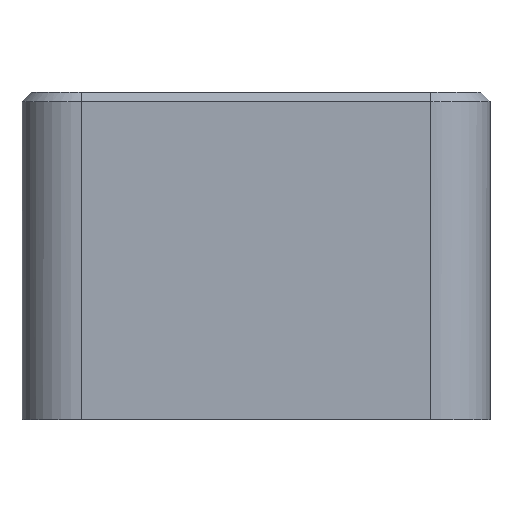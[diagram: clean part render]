
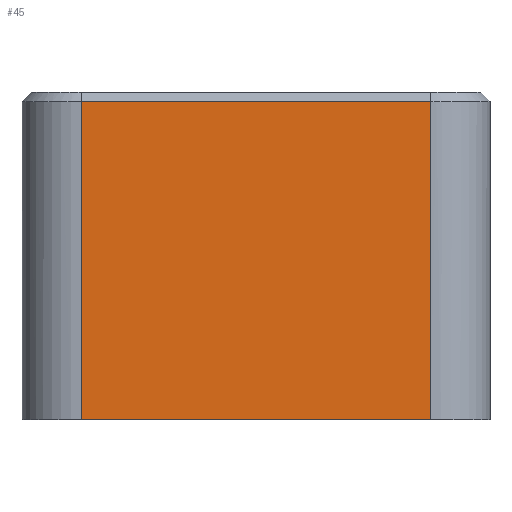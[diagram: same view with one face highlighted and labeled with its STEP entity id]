
A CAD part, left-side view. The second image highlights one B-rep face of the part: STEP entity #45.
In plain terms, the highlighted planar face has unit normal (-1, 0, 0).
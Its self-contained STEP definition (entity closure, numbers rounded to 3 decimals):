
#31 = EDGE_LOOP ( 'NONE', ( #316, #269, #216, #320 ) ) ;
#45 = ADVANCED_FACE ( 'NONE', ( #465 ), #466, .T. ) ;
#111 = VERTEX_POINT ( 'NONE', #775 ) ;
#179 = LINE ( 'NONE', #182, #183 ) ;
#182 = CARTESIAN_POINT ( 'NONE',  ( -50., 18.65, 17. ) ) ;
#183 = VECTOR ( 'NONE', #184, 1000. ) ;
#184 = DIRECTION ( 'NONE',  ( 0., 0., 1. ) ) ;
#215 = EDGE_CURVE ( 'NONE', #796, #266, #363, .T. ) ;
#216 = ORIENTED_EDGE ( 'NONE', *, *, #696, .F. ) ;
#266 = VERTEX_POINT ( 'NONE', #876 ) ;
#269 = ORIENTED_EDGE ( 'NONE', *, *, #327, .T. ) ;
#297 = EDGE_CURVE ( 'NONE', #796, #528, #495, .T. ) ;
#316 = ORIENTED_EDGE ( 'NONE', *, *, #215, .T. ) ;
#320 = ORIENTED_EDGE ( 'NONE', *, *, #297, .F. ) ;
#327 = EDGE_CURVE ( 'NONE', #266, #111, #437, .T. ) ;
#363 = LINE ( 'NONE', #364, #365 ) ;
#364 = CARTESIAN_POINT ( 'NONE',  ( -50., -18.65, 0. ) ) ;
#365 = VECTOR ( 'NONE', #366, 1000. ) ;
#366 = DIRECTION ( 'NONE',  ( 0., 0., 1. ) ) ;
#437 = LINE ( 'NONE', #438, #439 ) ;
#438 = CARTESIAN_POINT ( 'NONE',  ( -50., -18.65, 34. ) ) ;
#439 = VECTOR ( 'NONE', #441, 1000. ) ;
#441 = DIRECTION ( 'NONE',  ( 0., 1., 0. ) ) ;
#465 = FACE_OUTER_BOUND ( 'NONE', #31, .T. ) ;
#466 = PLANE ( 'NONE',  #467 ) ;
#467 = AXIS2_PLACEMENT_3D ( 'NONE', #468, #469, #470 ) ;
#468 = CARTESIAN_POINT ( 'NONE',  ( -50., -18.65, 0. ) ) ;
#469 = DIRECTION ( 'NONE',  ( -1., 0., 0. ) ) ;
#470 = DIRECTION ( 'NONE',  ( 0., 0., 1. ) ) ;
#490 = CARTESIAN_POINT ( 'NONE',  ( -50., -18.65, 0. ) ) ;
#495 = LINE ( 'NONE', #496, #497 ) ;
#496 = CARTESIAN_POINT ( 'NONE',  ( -50., -25., 0. ) ) ;
#497 = VECTOR ( 'NONE', #498, 1000. ) ;
#498 = DIRECTION ( 'NONE',  ( 0., 1., 0. ) ) ;
#528 = VERTEX_POINT ( 'NONE', #897 ) ;
#696 = EDGE_CURVE ( 'NONE', #528, #111, #179, .T. ) ;
#775 = CARTESIAN_POINT ( 'NONE',  ( -50., 18.65, 34. ) ) ;
#796 = VERTEX_POINT ( 'NONE', #490 ) ;
#876 = CARTESIAN_POINT ( 'NONE',  ( -50., -18.65, 34. ) ) ;
#897 = CARTESIAN_POINT ( 'NONE',  ( -50., 18.65, 0. ) ) ;
